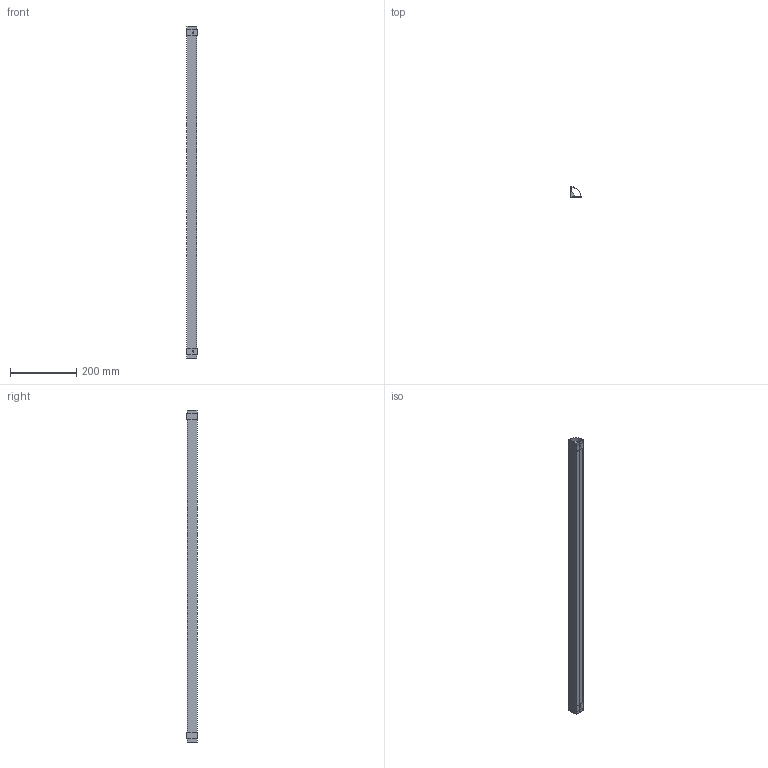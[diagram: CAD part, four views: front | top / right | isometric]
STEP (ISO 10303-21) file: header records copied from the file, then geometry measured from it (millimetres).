
FILE_DESCRIPTION(/* description */ (''),/* implementation_level */ '2;1');
FILE_NAME(/* name */ 'Corner_30_Rund_Mountingclip.stp',/* time_stamp */ '2021-05-11T16:50:34+02:00',/* author */ ('sstotter'),/* organization */ (''),/* preprocessor_version */ 'ST-DEVELOPER v18.1',/* originating_system */ 'Autodesk Inventor 2021',/* authorisation */ '');
FILE_SCHEMA (('AUTOMOTIVE_DESIGN { 1 0 10303 214 3 1 1 }'));
Length unit declared in the file: millimetre
Products named in the file (1): Corner_30_Rund_Mountingclip
Bounding box: 31 x 31 x 1000 mm (x, y, z)
Volume: 215375.2 mm3; surface area: 207438.3 mm2
Topology: 4 solids, 4 shells, 41 faces, 101 edges, 68 vertices
Faces by surface type: plane 37, cylinder 4
Full cylindrical faces by diameter (mm): 4 x2
Entity records: 1241 total; most frequent: CARTESIAN_POINT 211, ORIENTED_EDGE 202, DIRECTION 195, EDGE_CURVE 101, LINE 91, VECTOR 91, VERTEX_POINT 68, AXIS2_PLACEMENT_3D 52
